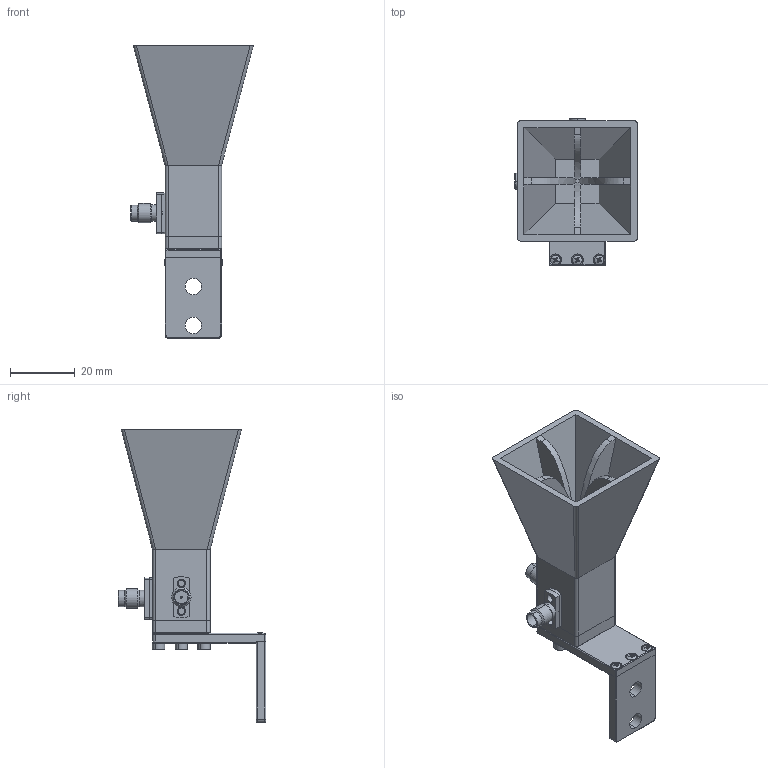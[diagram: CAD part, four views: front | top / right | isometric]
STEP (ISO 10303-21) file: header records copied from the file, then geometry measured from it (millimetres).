
FILE_DESCRIPTION (( 'STEP AP214' ), '1' );
FILE_NAME ('FMWAN1167_3D.step', '2023-05-01T16:04:34', ( '' ), ( '' ), 'SwSTEP 2.0', 'SolidWorks 2022', '' );
FILE_SCHEMA (( 'AUTOMOTIVE_DESIGN' ));
Length unit declared in the file: inch
Products named in the file (13): 1167 ____-1^1167____ _______FMWAN1167; 1167 ____-0^FMWAN1167; 1167__1^FMWAN1167; 1167__2^FMWAN1167; 1167__3^FMWAN1167; GB__T820-2000________________M1__6__5^1167____ _______FMWAN1167; 1167 ____^FMWAN1167; GB__T70__1-2000________________M2__8^FMWAN1167; D360S12F07^FMWAN1167; 1167____ ______^FMWAN1167; 1167__4^FMWAN1167; 1167 ____-2^1167____ _______FMWAN1167; FMWAN1167_3D
Assembly tree (18 placements, depth 3):
  FMWAN1167_3D
    1167____ ______^FMWAN1167
      1167 ____-1^1167____ _______FMWAN1167
      1167 ____-2^1167____ _______FMWAN1167
      GB__T820-2000________________M1__6__5^1167____ _______FMWAN1167  x3
    1167 ____^FMWAN1167
    1167__1^FMWAN1167
    1167__2^FMWAN1167
    1167__3^FMWAN1167
    1167__4^FMWAN1167
    1167 ____-0^FMWAN1167
    D360S12F07^FMWAN1167  x2
    GB__T70__1-2000________________M2__8^FMWAN1167  x4
Bounding box: 37.88 x 45.6 x 90.4 mm (x, y, z)
Volume: 22402.5 mm3; surface area: 19264 mm2
Topology: 19 solids, 19 shells, 600 faces, 1368 edges, 833 vertices
Faces by surface type: plane 272, cylinder 207, cone 70, torus 42, sphere 5, bspline 4
Entity records: 13513 total; most frequent: CARTESIAN_POINT 2850, DIRECTION 2223, ORIENTED_EDGE 1998, EDGE_CURVE 999, AXIS2_PLACEMENT_3D 833, VERTEX_POINT 629, LINE 557, VECTOR 557
